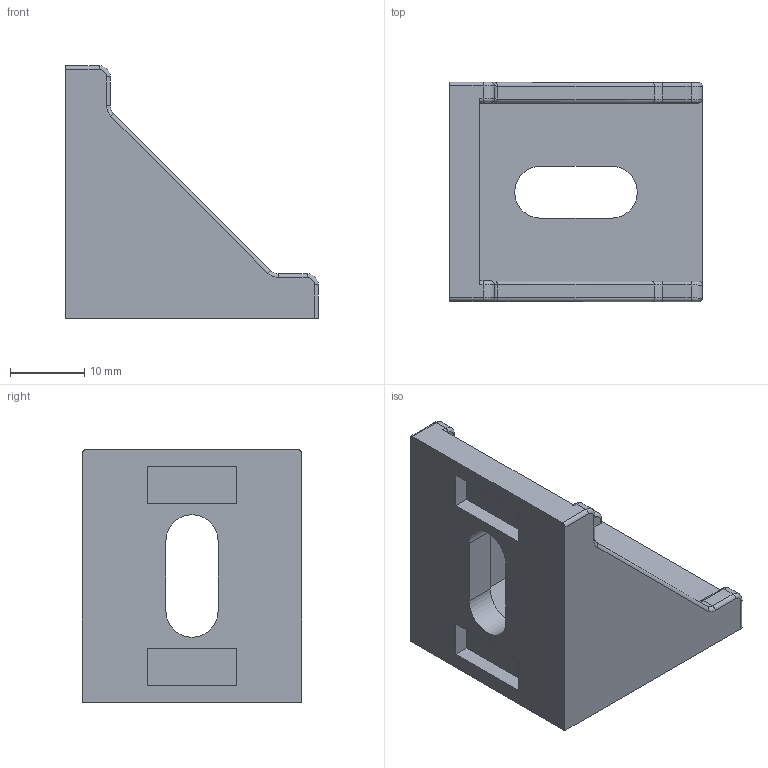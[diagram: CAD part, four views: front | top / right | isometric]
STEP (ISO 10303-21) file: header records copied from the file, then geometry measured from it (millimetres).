
FILE_DESCRIPTION(/* description */ (''),/* implementation_level */ '2;1');
FILE_NAME(/* name */ 'Sharplayers_8596531005789.step',/* time_stamp */ '2022-02-02T11:11:40+01:00',/* author */ (''),/* organization */ (''),/* preprocessor_version */ 'ST-DEVELOPER v18.1',/* originating_system */ 'Autodesk Translation Framework v10.13.0.1454',/* authorisation */ '');
FILE_SCHEMA (('AUTOMOTIVE_DESIGN { 1 0 10303 214 3 1 1 }'));
Length unit declared in the file: millimetre
Products named in the file (1): Sharplayers_8596531005789
Bounding box: 34 x 29.5 x 34 mm (x, y, z)
Volume: 8185.7 mm3; surface area: 6011.1 mm2
Topology: 1 solids, 1 shells, 88 faces, 214 edges, 132 vertices
Faces by surface type: plane 40, cylinder 32, torus 16
Entity records: 2610 total; most frequent: DIRECTION 472, CARTESIAN_POINT 435, ORIENTED_EDGE 428, EDGE_CURVE 214, AXIS2_PLACEMENT_3D 169, LINE 134, VECTOR 134, VERTEX_POINT 132
